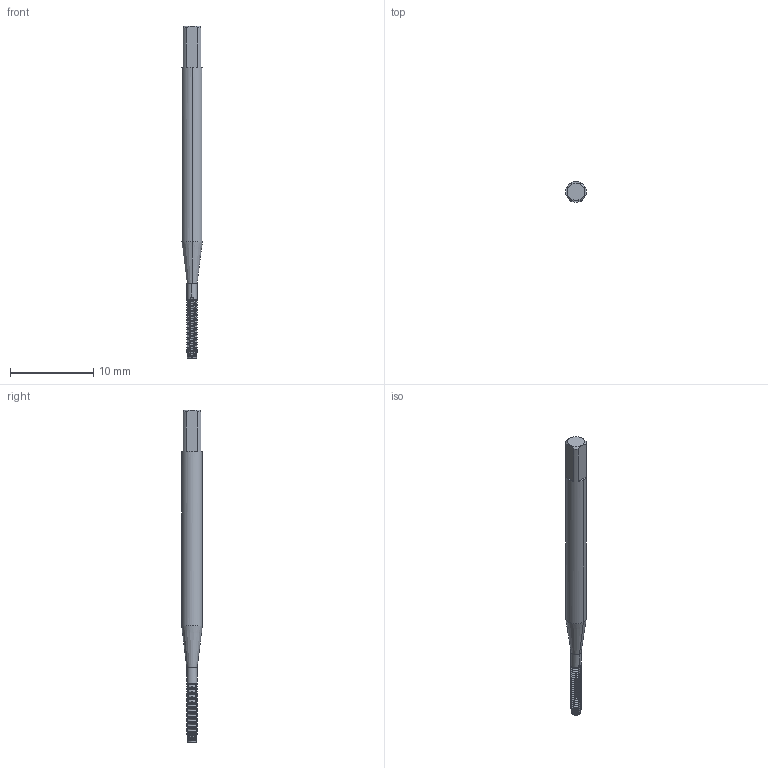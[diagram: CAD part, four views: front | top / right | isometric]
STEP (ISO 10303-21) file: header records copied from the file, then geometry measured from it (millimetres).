
FILE_DESCRIPTION(('no description'),'unknown implementation level');
FILE_NAME('solid8LmMD3rv9_c1Jl_YdGCds7gsRUA_1.STP',' ',('CIM GmbH Aachen'),('CADClick - KiM GmbH - www.kimweb.de'),'unknown preprocess','ACIS','unknown authorization');
FILE_SCHEMA(('automotive_design'));
Length unit declared in the file: millimetre
Products named in the file (2): 1; 2
Bounding box: 2.5 x 2.5 x 40 mm (x, y, z)
Volume: 148.1 mm3; surface area: 330 mm2
Topology: 2 solids, 2 shells, 375 faces, 1009 edges, 638 vertices
Faces by surface type: cone 204, cylinder 152, plane 17, torus 2
Entity records: 26398 total; most frequent: CARTESIAN_POINT 5843, STYLED_ITEM 2024, PRESENTATION_STYLE_ASSIGNMENT 2024, COLOUR_RGB 2024, ORIENTED_EDGE 2018, DIRECTION 1947, EDGE_CURVE 1009, CURVE_STYLE 1009
